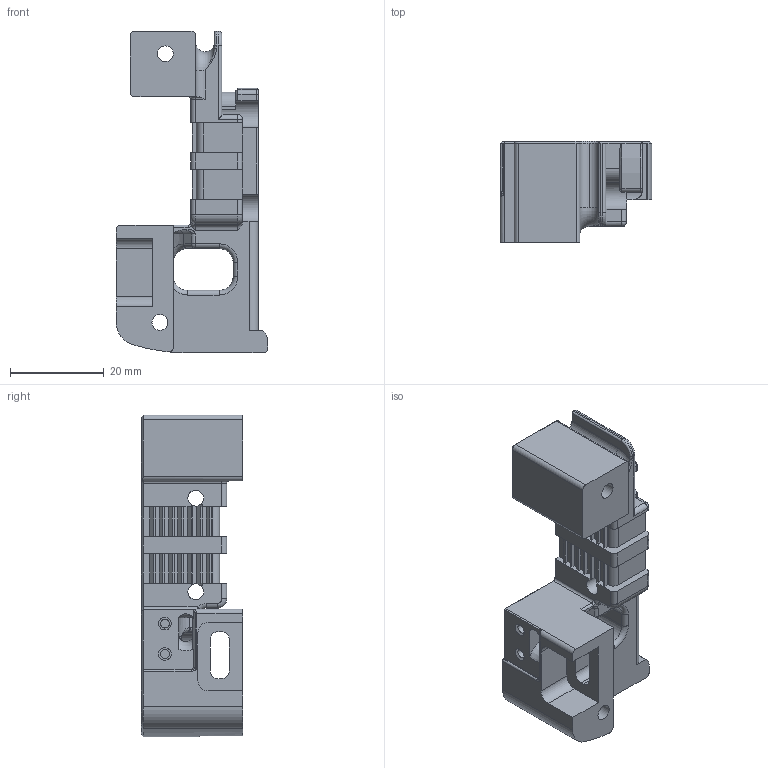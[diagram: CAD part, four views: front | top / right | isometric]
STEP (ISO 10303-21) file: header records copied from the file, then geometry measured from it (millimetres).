
FILE_DESCRIPTION(/* description */ (''),/* implementation_level */ '2;1');
FILE_NAME(/* name */ 'x_carriage_frame_right_nyloc.step',/* time_stamp */ '2024-01-13T12:43:59-06:00',/* author */ (''),/* organization */ (''),/* preprocessor_version */ 'ST-DEVELOPER v20',/* originating_system */ 'Autodesk Translation Framework v12.14.0.127',/* authorisation */ '');
FILE_SCHEMA (('AUTOMOTIVE_DESIGN { 1 0 10303 214 3 1 1 }'));
Length unit declared in the file: millimetre
Products named in the file (1): x_carriage_frame_right
Bounding box: 32.4 x 21.6 x 68.75 mm (x, y, z)
Volume: 19917.7 mm3; surface area: 9360.5 mm2
Topology: 1 solids, 1 shells, 371 faces, 964 edges, 595 vertices
Faces by surface type: plane 217, cylinder 90, cone 26, bspline 15, torus 15, sphere 8
Full cylindrical faces by diameter (mm): 1.9 x2, 2.8 x1, 3.2 x2, 3.3 x1, 3.4 x4, 4.7 x1, 6 x2
Entity records: 11990 total; most frequent: CARTESIAN_POINT 2824, ORIENTED_EDGE 1924, DIRECTION 1889, EDGE_CURVE 962, LINE 661, VECTOR 661, AXIS2_PLACEMENT_3D 614, VERTEX_POINT 595
